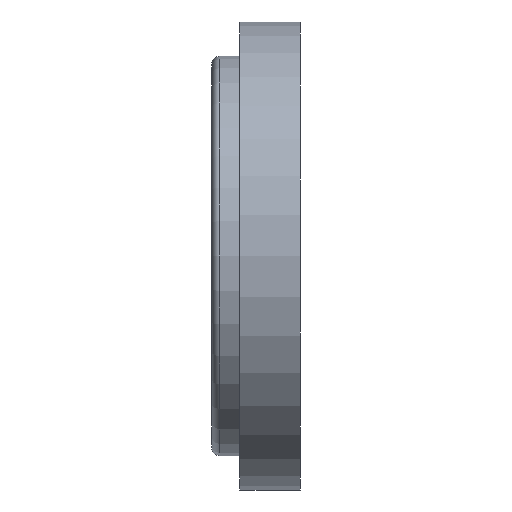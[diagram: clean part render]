
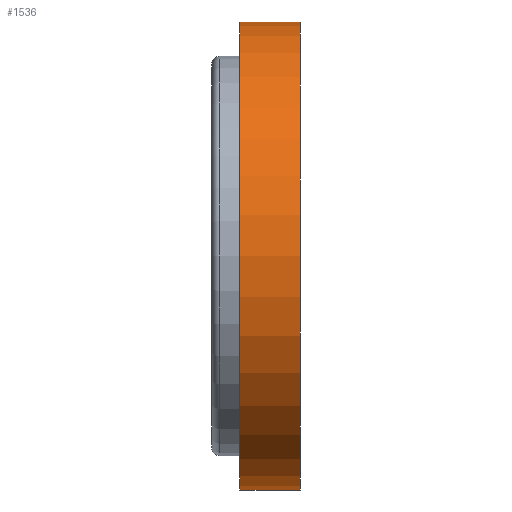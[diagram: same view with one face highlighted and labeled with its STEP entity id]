
A CAD part, left-side view. The second image highlights one B-rep face of the part: STEP entity #1536.
In plain terms, the highlighted cylindrical face has radius 58 mm (diameter 116 mm), a partial arc.
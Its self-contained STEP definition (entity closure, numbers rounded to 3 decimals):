
#75 = CARTESIAN_POINT ( 'NONE',  ( 0., 0., 0. ) ) ;
#187 = CARTESIAN_POINT ( 'NONE',  ( 0., 15., 58. ) ) ;
#208 = CARTESIAN_POINT ( 'NONE',  ( 0., 15., -58. ) ) ;
#312 = CARTESIAN_POINT ( 'NONE',  ( 0., 0., 58. ) ) ;
#595 = DIRECTION ( 'NONE',  ( 0., -1., 0. ) ) ;
#1337 = VERTEX_POINT ( 'NONE', #187 ) ;
#1536 = ADVANCED_FACE ( 'NONE', ( #4209 ), #7084, .T. ) ;
#1997 = EDGE_CURVE ( 'NONE', #2154, #2991, #4951, .T. ) ;
#2039 = DIRECTION ( 'NONE',  ( 0., 1., 0. ) ) ;
#2116 = ORIENTED_EDGE ( 'NONE', *, *, #5968, .F. ) ;
#2150 = DIRECTION ( 'NONE',  ( 0., 0., -1. ) ) ;
#2154 = VERTEX_POINT ( 'NONE', #208 ) ;
#2391 = ORIENTED_EDGE ( 'NONE', *, *, #6436, .F. ) ;
#2804 = CARTESIAN_POINT ( 'NONE',  ( 0., 15., 0. ) ) ;
#2961 = AXIS2_PLACEMENT_3D ( 'NONE', #2804, #5611, #2150 ) ;
#2991 = VERTEX_POINT ( 'NONE', #8142 ) ;
#3053 = AXIS2_PLACEMENT_3D ( 'NONE', #6859, #8254, #6907 ) ;
#3322 = VECTOR ( 'NONE', #5488, 1000. ) ;
#3499 = CIRCLE ( 'NONE', #3053, 58. ) ;
#3686 = CIRCLE ( 'NONE', #9239, 58. ) ;
#4209 = FACE_OUTER_BOUND ( 'NONE', #5523, .T. ) ;
#4903 = CARTESIAN_POINT ( 'NONE',  ( 0., 15., -58. ) ) ;
#4951 = LINE ( 'NONE', #4903, #5813 ) ;
#5030 = DIRECTION ( 'NONE',  ( 0., 0., 1. ) ) ;
#5488 = DIRECTION ( 'NONE',  ( 0., -1., 0. ) ) ;
#5523 = EDGE_LOOP ( 'NONE', ( #2116, #2391, #7257, #8793 ) ) ;
#5592 = VERTEX_POINT ( 'NONE', #312 ) ;
#5611 = DIRECTION ( 'NONE',  ( 0., -1., 0. ) ) ;
#5813 = VECTOR ( 'NONE', #595, 1000. ) ;
#5968 = EDGE_CURVE ( 'NONE', #1337, #5592, #7651, .T. ) ;
#6436 = EDGE_CURVE ( 'NONE', #2154, #1337, #3499, .T. ) ;
#6859 = CARTESIAN_POINT ( 'NONE',  ( 0., 15., 0. ) ) ;
#6907 = DIRECTION ( 'NONE',  ( 0., 0., 1. ) ) ;
#7084 = CYLINDRICAL_SURFACE ( 'NONE', #2961, 58. ) ;
#7257 = ORIENTED_EDGE ( 'NONE', *, *, #1997, .T. ) ;
#7556 = CARTESIAN_POINT ( 'NONE',  ( 0., 15., 58. ) ) ;
#7651 = LINE ( 'NONE', #7556, #3322 ) ;
#8142 = CARTESIAN_POINT ( 'NONE',  ( 0., 0., -58. ) ) ;
#8254 = DIRECTION ( 'NONE',  ( 0., 1., 0. ) ) ;
#8713 = EDGE_CURVE ( 'NONE', #2991, #5592, #3686, .T. ) ;
#8793 = ORIENTED_EDGE ( 'NONE', *, *, #8713, .T. ) ;
#9239 = AXIS2_PLACEMENT_3D ( 'NONE', #75, #2039, #5030 ) ;
